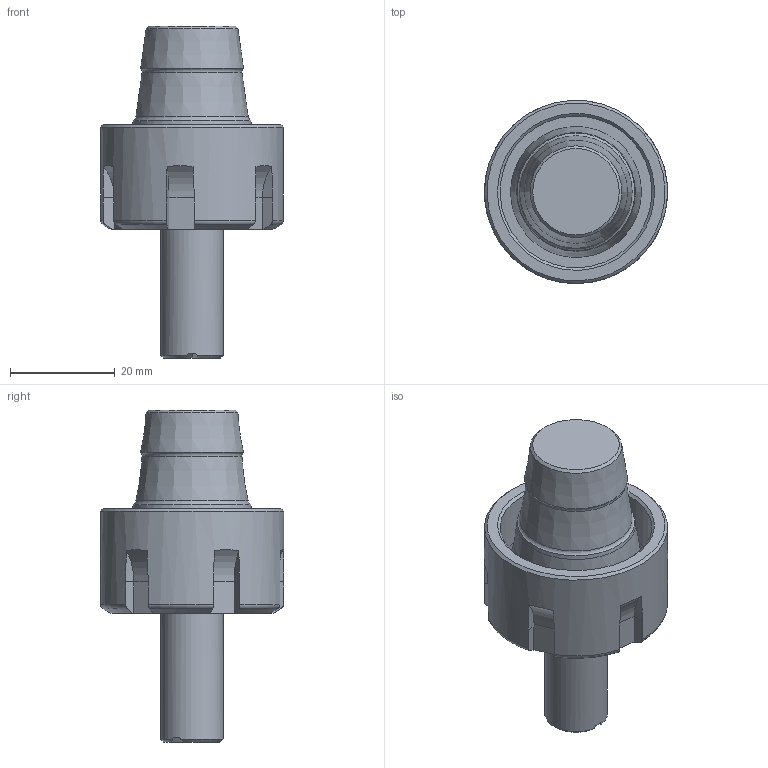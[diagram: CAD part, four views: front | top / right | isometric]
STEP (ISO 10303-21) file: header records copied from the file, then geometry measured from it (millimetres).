
FILE_DESCRIPTION(/* description */ (''),/* implementation_level */ '2;1');
FILE_NAME(/* name */ '335.14-ER25-12-030.stp',/* time_stamp */ '2018-02-26T11:08:42+06:00',/* author */ (''),/* organization */ (''),/* preprocessor_version */ 'ST-DEVELOPER v16',/* originating_system */ 'SIEMENS PLM Software NX 11.0',/* authorisation */ '');
FILE_SCHEMA (('AUTOMOTIVE_DESIGN { 1 0 10303 214 3 1 1 1 }'));
Length unit declared in the file: millimetre
Products named in the file (1): 335.14-ER25-12-030
Bounding box: 34.97 x 35 x 63.45 mm (x, y, z)
Volume: 23137.9 mm3; surface area: 10646.1 mm2
Topology: 3 solids, 3 shells, 105 faces, 258 edges, 166 vertices
Faces by surface type: plane 42, cone 31, cylinder 17, torus 9, bspline 6
Full cylindrical faces by diameter (mm): 12 x1, 21 x1, 22 x1, 25 x2, 27.5 x1, 29 x1, 30.2 x1, 35 x1
Entity records: 3841 total; most frequent: CARTESIAN_POINT 1570, ORIENTED_EDGE 466, DIRECTION 420, EDGE_CURVE 233, AXIS2_PLACEMENT_3D 171, VERTEX_POINT 163, EDGE_LOOP 136, ADVANCED_FACE 105
